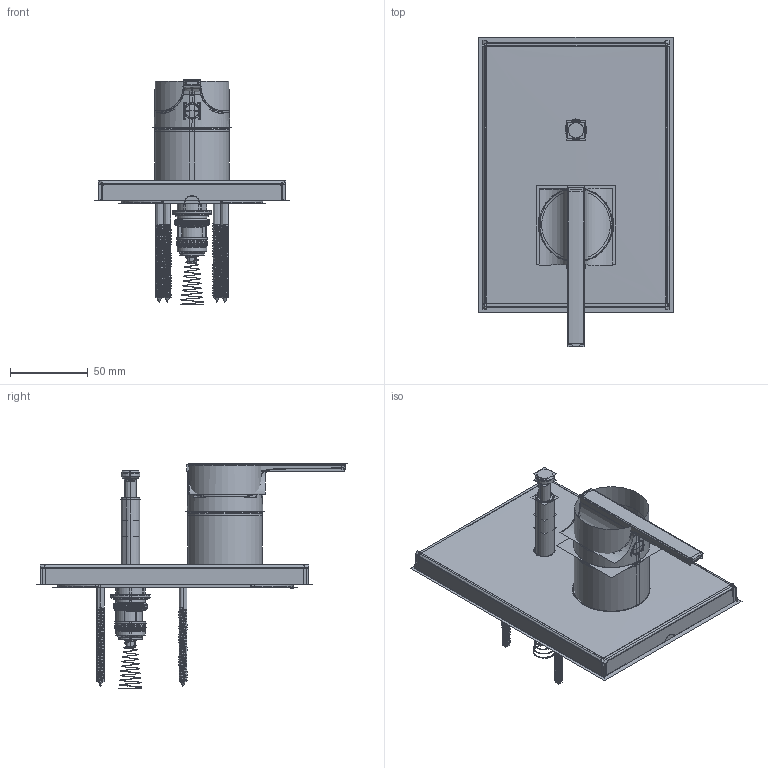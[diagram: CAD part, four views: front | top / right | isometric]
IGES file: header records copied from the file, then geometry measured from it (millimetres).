
Start section:  PTC IGES file: a42838_1_1.igs
Global section: file name: a42838_1_1.igs; native system: Creo Parametric by PTC Inc.; preprocessor: 2018300; author: kazem.moradi; organization: Unknown; date: 20211125.111640; units: millimetre
Bounding box: 124.8 x 199.18 x 144.92 mm (x, y, z)
Surface area: 812223.5 mm2 (no closed solid volume)
Topology: 0 solids, 0 shells, 2982 faces, 41806 edges, 54901 vertices
Faces by surface type: revolution 1770, bspline 1204, extrusion 8
